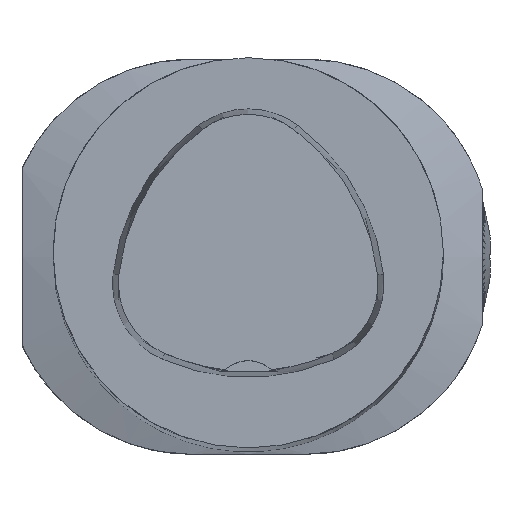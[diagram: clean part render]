
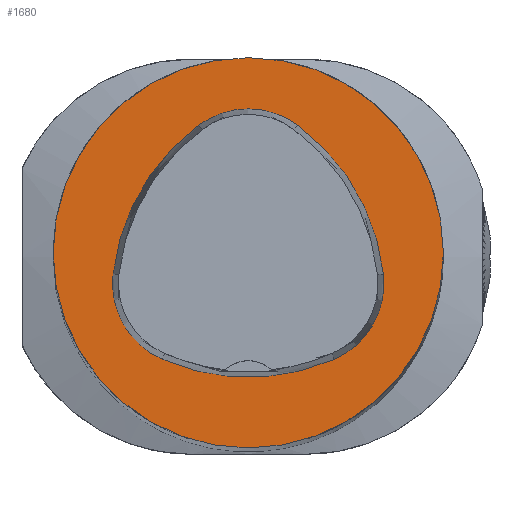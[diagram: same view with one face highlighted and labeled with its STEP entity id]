
A CAD part, top view. The second image highlights one B-rep face of the part: STEP entity #1680.
In plain terms, the highlighted planar face has unit normal (0, 0, 1).
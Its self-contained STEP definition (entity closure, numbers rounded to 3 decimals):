
#1680=ADVANCED_FACE('',(#2239,#2240),#1970,.T.);
#1970=PLANE('',#5924);
#2239=FACE_BOUND('',#2318,.T.);
#2240=FACE_BOUND('',#2319,.T.);
#2318=EDGE_LOOP('',(#2795,#2796,#2797,#2798,#2799,#2800));
#2319=EDGE_LOOP('',(#2801));
#2795=ORIENTED_EDGE('',*,*,#4974,.T.);
#2796=ORIENTED_EDGE('',*,*,#4954,.T.);
#2797=ORIENTED_EDGE('',*,*,#4958,.T.);
#2798=ORIENTED_EDGE('',*,*,#4961,.T.);
#2799=ORIENTED_EDGE('',*,*,#4964,.T.);
#2800=ORIENTED_EDGE('',*,*,#4972,.T.);
#2801=ORIENTED_EDGE('',*,*,#4944,.F.);
#4356=VERTEX_POINT('',#7907);
#4366=VERTEX_POINT('',#7961);
#4367=VERTEX_POINT('',#7962);
#4370=VERTEX_POINT('',#7970);
#4372=VERTEX_POINT('',#7976);
#4374=VERTEX_POINT('',#7982);
#4381=VERTEX_POINT('',#8003);
#4944=EDGE_CURVE('',#4356,#4356,#5727,.T.);
#4954=EDGE_CURVE('',#4366,#4367,#5728,.T.);
#4958=EDGE_CURVE('',#4367,#4370,#5730,.T.);
#4961=EDGE_CURVE('',#4370,#4372,#5732,.T.);
#4964=EDGE_CURVE('',#4372,#4374,#5734,.T.);
#4972=EDGE_CURVE('',#4374,#4381,#5738,.T.);
#4974=EDGE_CURVE('',#4381,#4366,#5740,.T.);
#5727=CIRCLE('',#5896,40.);
#5728=CIRCLE('',#5902,44.);
#5730=CIRCLE('',#5905,17.);
#5732=CIRCLE('',#5908,44.);
#5734=CIRCLE('',#5911,17.);
#5738=CIRCLE('',#5916,44.);
#5740=CIRCLE('',#5919,17.);
#5896=AXIS2_PLACEMENT_3D('',#7906,#6427,#6428);
#5902=AXIS2_PLACEMENT_3D('',#7960,#6443,#6444);
#5905=AXIS2_PLACEMENT_3D('',#7969,#6451,#6452);
#5908=AXIS2_PLACEMENT_3D('',#7975,#6458,#6459);
#5911=AXIS2_PLACEMENT_3D('',#7981,#6465,#6466);
#5916=AXIS2_PLACEMENT_3D('',#8004,#6477,#6478);
#5919=AXIS2_PLACEMENT_3D('',#8007,#6483,#6484);
#5924=AXIS2_PLACEMENT_3D('',#8012,#6493,#6494);
#6427=DIRECTION('',(0.,0.,-1.));
#6428=DIRECTION('',(-1.,0.,0.));
#6443=DIRECTION('',(0.,0.,-1.));
#6444=DIRECTION('',(-1.,0.,0.));
#6451=DIRECTION('',(0.,0.,-1.));
#6452=DIRECTION('',(-1.,0.,0.));
#6458=DIRECTION('',(0.,0.,-1.));
#6459=DIRECTION('',(-1.,0.,0.));
#6465=DIRECTION('',(0.,0.,-1.));
#6466=DIRECTION('',(-1.,0.,0.));
#6477=DIRECTION('',(0.,0.,-1.));
#6478=DIRECTION('',(-1.,0.,0.));
#6483=DIRECTION('',(0.,0.,-1.));
#6484=DIRECTION('',(-1.,0.,0.));
#6493=DIRECTION('',(0.,0.,1.));
#6494=DIRECTION('',(1.,0.,0.));
#7906=CARTESIAN_POINT('',(0.,0.,0.));
#7907=CARTESIAN_POINT('',(-40.,0.,0.));
#7960=CARTESIAN_POINT('',(16.01,-9.224,0.));
#7961=CARTESIAN_POINT('',(-27.722,-4.378,0.));
#7962=CARTESIAN_POINT('',(-10.119,26.178,0.));
#7969=CARTESIAN_POINT('',(-0.023,12.5,0.));
#7970=CARTESIAN_POINT('',(10.049,26.194,0.));
#7975=CARTESIAN_POINT('',(-16.021,-9.25,0.));
#7976=CARTESIAN_POINT('',(27.71,-4.394,0.));
#7981=CARTESIAN_POINT('',(10.814,-6.27,0.));
#7982=CARTESIAN_POINT('',(17.611,-21.852,0.));
#8003=CARTESIAN_POINT('',(-17.652,-21.819,0.));
#8004=CARTESIAN_POINT('',(0.017,18.477,0.));
#8007=CARTESIAN_POINT('',(-10.825,-6.25,0.));
#8012=CARTESIAN_POINT('',(0.,0.,0.));
